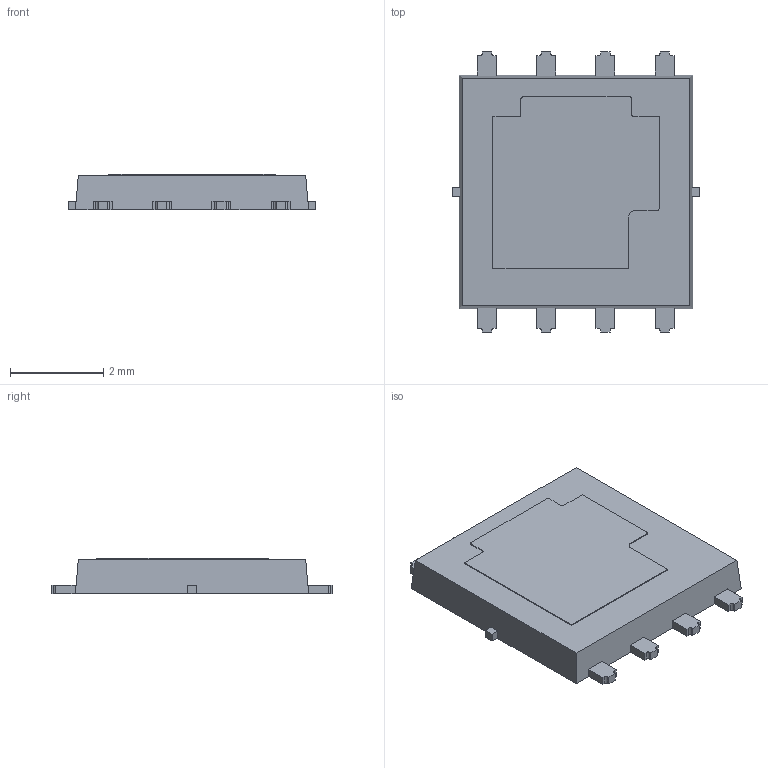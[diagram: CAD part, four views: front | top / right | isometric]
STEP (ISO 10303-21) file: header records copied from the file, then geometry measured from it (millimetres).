
FILE_DESCRIPTION (( 'STEP AP214' ), '1' );
FILE_NAME ('DSOP Advance(WF)L.STEP', '2019-01-08T08:23:41', ( '微软用户' ), ( '微软中国' ), 'SwSTEP 2.0', 'SolidWorks 2015', '' );
FILE_SCHEMA (( 'AUTOMOTIVE_DESIGN' ));
Length unit declared in the file: millimetre
Products named in the file (1): DSOP Advance(WF)L
Bounding box: 5.3 x 6 x 0.76 mm (x, y, z)
Volume: 18.5 mm3; surface area: 133.3 mm2
Topology: 7 solids, 7 shells, 203 faces, 564 edges, 376 vertices
Faces by surface type: plane 175, cylinder 28
Entity records: 6502 total; most frequent: CARTESIAN_POINT 1144, ORIENTED_EDGE 1128, DIRECTION 1028, EDGE_CURVE 564, LINE 508, VECTOR 508, VERTEX_POINT 376, AXIS2_PLACEMENT_3D 260
